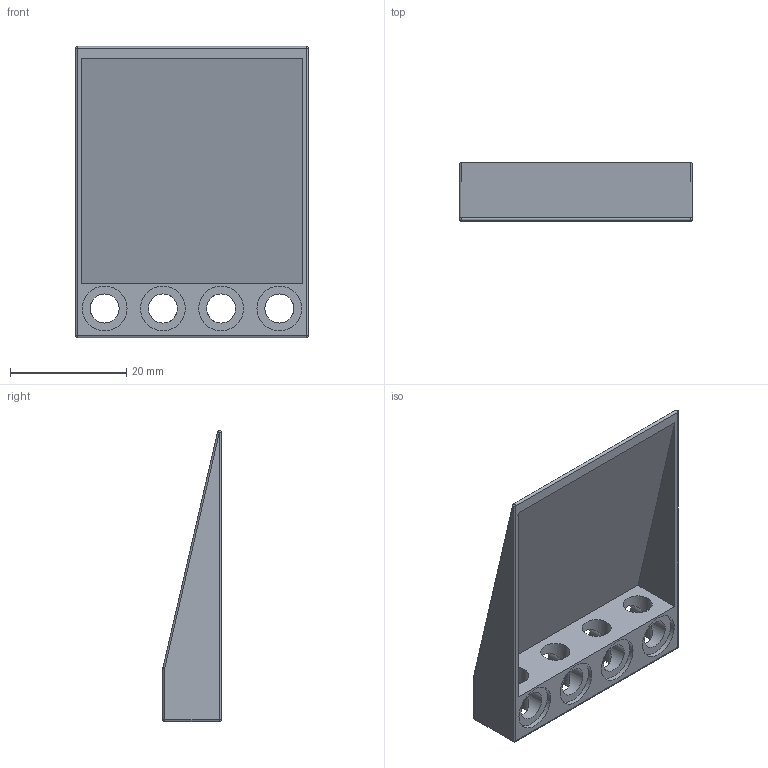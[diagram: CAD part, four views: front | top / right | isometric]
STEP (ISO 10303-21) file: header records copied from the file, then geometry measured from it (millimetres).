
FILE_DESCRIPTION(/* description */ ('','CAx-IF Rec.Pracs.---Representation and Presentation of Product Manufacturing Information (PMI)---4.0---2014-10-13'),/* implementation_level */ '2;1');
FILE_NAME(/* name */ 'WE5x4.stp',/* time_stamp */ '2019-02-12T00:00:55+01:00',/* author */ ('Varga Daniel'),/* organization */ (''),/* preprocessor_version */ 'ST-DEVELOPER v17.2',/* originating_system */ 'Autodesk Inventor 2019',/* authorisation */ '');
FILE_SCHEMA (('AP242_MANAGED_MODEL_BASED_3D_ENGINEERING_MIM_LF { 1 0 10303 442 1 1 4 }'));
Length unit declared in the file: millimetre
Products named in the file (1): WE5x4
Bounding box: 40 x 10 x 50 mm (x, y, z)
Volume: 4241.8 mm3; surface area: 6332.4 mm2
Topology: 1 solids, 1 shells, 70 faces, 141 edges, 78 vertices
Faces by surface type: cylinder 40, plane 22, sphere 8
Full cylindrical faces by diameter (mm): 5 x16, 7.7 x12
Entity records: 1979 total; most frequent: DIRECTION 389, CARTESIAN_POINT 307, ORIENTED_EDGE 282, AXIS2_PLACEMENT_3D 164, EDGE_CURVE 141, EDGE_LOOP 99, VERTEX_POINT 78, FACE_OUTER_BOUND 70
